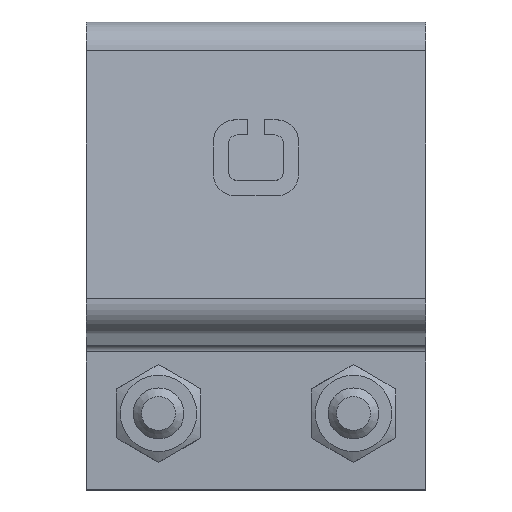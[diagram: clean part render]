
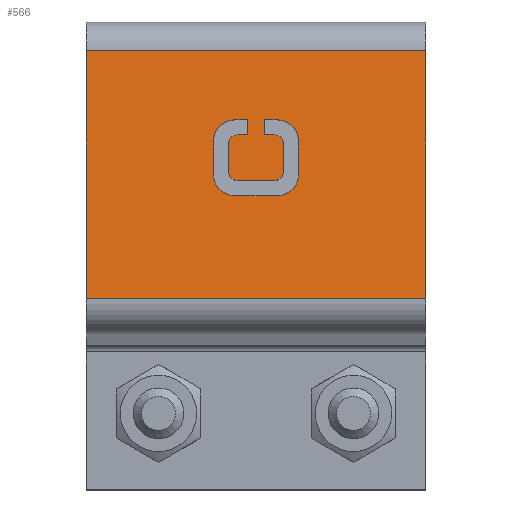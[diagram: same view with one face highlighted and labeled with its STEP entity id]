
A CAD part, top view. The second image highlights one B-rep face of the part: STEP entity #566.
In plain terms, the highlighted planar face has unit normal (0, 0.104, 0.995).
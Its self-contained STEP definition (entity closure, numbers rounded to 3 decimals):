
#566=ADVANCED_FACE('',(#1917,#1919),#1921,.T.);
#1917=FACE_BOUND('',#1918,.T.);
#1918=EDGE_LOOP('',(#2886,#2887,#2888,#2889));
#1919=FACE_BOUND('',#1920,.T.);
#1920=EDGE_LOOP('',(#2890,#2891,#2892,#2893,#2894,#2895,#2896,#2897,#2898,#2899,
#2900,#2901,#2902,#2903,#2904,#2905,#2906,#2907,#2908,#2909));
#1921=PLANE('',#1922);
#1922=AXIS2_PLACEMENT_3D('',#1923,#1924,#1925);
#1923=CARTESIAN_POINT('',(0.,-12.086,23.151));
#1924=DIRECTION('',(0.,0.105,0.995));
#1925=DIRECTION('',(1.,0.,0.));
#2886=ORIENTED_EDGE('',*,*,#3498,.T.);
#2887=ORIENTED_EDGE('',*,*,#3499,.T.);
#2888=ORIENTED_EDGE('',*,*,#3456,.T.);
#2889=ORIENTED_EDGE('',*,*,#3500,.T.);
#2890=ORIENTED_EDGE('',*,*,#3501,.T.);
#2891=ORIENTED_EDGE('',*,*,#3502,.T.);
#2892=ORIENTED_EDGE('',*,*,#3503,.T.);
#2893=ORIENTED_EDGE('',*,*,#3504,.T.);
#2894=ORIENTED_EDGE('',*,*,#3505,.T.);
#2895=ORIENTED_EDGE('',*,*,#3506,.T.);
#2896=ORIENTED_EDGE('',*,*,#3507,.T.);
#2897=ORIENTED_EDGE('',*,*,#3508,.T.);
#2898=ORIENTED_EDGE('',*,*,#3509,.T.);
#2899=ORIENTED_EDGE('',*,*,#3510,.T.);
#2900=ORIENTED_EDGE('',*,*,#3511,.T.);
#2901=ORIENTED_EDGE('',*,*,#3512,.T.);
#2902=ORIENTED_EDGE('',*,*,#3513,.T.);
#2903=ORIENTED_EDGE('',*,*,#3514,.T.);
#2904=ORIENTED_EDGE('',*,*,#3515,.T.);
#2905=ORIENTED_EDGE('',*,*,#3516,.T.);
#2906=ORIENTED_EDGE('',*,*,#3517,.T.);
#2907=ORIENTED_EDGE('',*,*,#3518,.T.);
#2908=ORIENTED_EDGE('',*,*,#3519,.T.);
#2909=ORIENTED_EDGE('',*,*,#3520,.T.);
#3456=EDGE_CURVE('',#3880,#3881,#3882,.T.);
#3498=EDGE_CURVE('',#3943,#3944,#3945,.T.);
#3499=EDGE_CURVE('',#3944,#3880,#3946,.T.);
#3500=EDGE_CURVE('',#3881,#3943,#3947,.T.);
#3501=EDGE_CURVE('',#3948,#3949,#3950,.F.);
#3502=EDGE_CURVE('',#3949,#3951,#3952,.F.);
#3503=EDGE_CURVE('',#3951,#3953,#3954,.F.);
#3504=EDGE_CURVE('',#3953,#3955,#3956,.F.);
#3505=EDGE_CURVE('',#3955,#3957,#3958,.F.);
#3506=EDGE_CURVE('',#3957,#3959,#3960,.F.);
#3507=EDGE_CURVE('',#3959,#3961,#3962,.F.);
#3508=EDGE_CURVE('',#3961,#3963,#3964,.F.);
#3509=EDGE_CURVE('',#3963,#3965,#3966,.F.);
#3510=EDGE_CURVE('',#3965,#3967,#3968,.F.);
#3511=EDGE_CURVE('',#3967,#3969,#3970,.F.);
#3512=EDGE_CURVE('',#3969,#3971,#3972,.F.);
#3513=EDGE_CURVE('',#3971,#3973,#3974,.F.);
#3514=EDGE_CURVE('',#3973,#3975,#3976,.F.);
#3515=EDGE_CURVE('',#3975,#3977,#3978,.F.);
#3516=EDGE_CURVE('',#3977,#3979,#3980,.F.);
#3517=EDGE_CURVE('',#3979,#3981,#3982,.F.);
#3518=EDGE_CURVE('',#3981,#3983,#3984,.F.);
#3519=EDGE_CURVE('',#3983,#3985,#3986,.F.);
#3520=EDGE_CURVE('',#3985,#3948,#3987,.F.);
#3880=VERTEX_POINT('',#5141);
#3881=VERTEX_POINT('',#5142);
#3882=LINE('',#5143,#5144);
#3943=VERTEX_POINT('',#5771);
#3944=VERTEX_POINT('',#5772);
#3945=LINE('',#5773,#5774);
#3946=LINE('',#5776,#5777);
#3947=LINE('',#5779,#5780);
#3948=VERTEX_POINT('',#5782);
#3949=VERTEX_POINT('',#5783);
#3950=LINE('',#5784,#5785);
#3951=VERTEX_POINT('',#5787);
#3952=LINE('',#5788,#5789);
#3953=VERTEX_POINT('',#5791);
#3954=LINE('',#5792,#5793);
#3955=VERTEX_POINT('',#5795);
#3956=CIRCLE('',#5796,1.);
#3957=VERTEX_POINT('',#5800);
#3958=LINE('',#5801,#5802);
#3959=VERTEX_POINT('',#5804);
#3960=CIRCLE('',#5805,1.);
#3961=VERTEX_POINT('',#5809);
#3962=LINE('',#5810,#5811);
#3963=VERTEX_POINT('',#5813);
#3964=CIRCLE('',#5814,1.);
#3965=VERTEX_POINT('',#5818);
#3966=LINE('',#5819,#5820);
#3967=VERTEX_POINT('',#5822);
#3968=CIRCLE('',#5823,1.);
#3969=VERTEX_POINT('',#5827);
#3970=LINE('',#5828,#5829);
#3971=VERTEX_POINT('',#5831);
#3972=LINE('',#5832,#5833);
#3973=VERTEX_POINT('',#5835);
#3974=LINE('',#5836,#5837);
#3975=VERTEX_POINT('',#5839);
#3976=CIRCLE('',#5840,2.5);
#3977=VERTEX_POINT('',#5844);
#3978=LINE('',#5845,#5846);
#3979=VERTEX_POINT('',#5848);
#3980=CIRCLE('',#5849,2.5);
#3981=VERTEX_POINT('',#5853);
#3982=LINE('',#5854,#5855);
#3983=VERTEX_POINT('',#5857);
#3984=CIRCLE('',#5858,2.5);
#3985=VERTEX_POINT('',#5862);
#3986=LINE('',#5863,#5864);
#3987=CIRCLE('',#5866,2.5);
#5141=CARTESIAN_POINT('',(0.,22.556,19.51));
#5142=CARTESIAN_POINT('',(40.,22.556,19.51));
#5143=CARTESIAN_POINT('',(0.,22.556,19.51));
#5144=VECTOR('',#5145,1.);
#5145=DIRECTION('',(1.,0.,0.));
#5771=CARTESIAN_POINT('',(40.,51.795,16.437));
#5772=CARTESIAN_POINT('',(0.,51.795,16.437));
#5773=CARTESIAN_POINT('',(40.,51.795,16.437));
#5774=VECTOR('',#5775,1.);
#5775=DIRECTION('',(-1.,0.,0.));
#5776=CARTESIAN_POINT('',(0.,51.795,16.437));
#5777=VECTOR('',#5778,1.);
#5778=DIRECTION('',(0.,-0.995,0.105));
#5779=CARTESIAN_POINT('',(40.,22.556,19.51));
#5780=VECTOR('',#5781,1.);
#5781=DIRECTION('',(0.,0.995,-0.105));
#5782=CARTESIAN_POINT('',(17.498,43.64,17.294));
#5783=CARTESIAN_POINT('',(19.,43.64,17.294));
#5784=CARTESIAN_POINT('',(19.,43.64,17.294));
#5785=VECTOR('',#5786,1.);
#5786=DIRECTION('',(-1.,0.,0.));
#5787=CARTESIAN_POINT('',(19.,41.85,17.482));
#5788=CARTESIAN_POINT('',(19.,41.85,17.482));
#5789=VECTOR('',#5790,1.);
#5790=DIRECTION('',(0.,0.995,-0.105));
#5791=CARTESIAN_POINT('',(17.798,41.85,17.482));
#5792=CARTESIAN_POINT('',(17.798,41.85,17.482));
#5793=VECTOR('',#5794,1.);
#5794=DIRECTION('',(1.,0.,0.));
#5795=CARTESIAN_POINT('',(16.798,40.855,17.586));
#5796=AXIS2_PLACEMENT_3D('',#5797,#5798,#5799);
#5797=CARTESIAN_POINT('',(17.798,40.855,17.586));
#5798=DIRECTION('',(0.,-0.105,-0.995));
#5799=DIRECTION('',(-1.,0.,0.));
#5800=CARTESIAN_POINT('',(16.798,37.474,17.942));
#5801=CARTESIAN_POINT('',(16.798,37.474,17.942));
#5802=VECTOR('',#5803,1.);
#5803=DIRECTION('',(0.,0.995,-0.105));
#5804=CARTESIAN_POINT('',(17.798,36.479,18.046));
#5805=AXIS2_PLACEMENT_3D('',#5806,#5807,#5808);
#5806=CARTESIAN_POINT('',(17.798,37.474,17.942));
#5807=DIRECTION('',(0.,-0.105,-0.995));
#5808=DIRECTION('',(0.,-0.995,0.105));
#5809=CARTESIAN_POINT('',(22.202,36.479,18.046));
#5810=CARTESIAN_POINT('',(22.202,36.479,18.046));
#5811=VECTOR('',#5812,1.);
#5812=DIRECTION('',(-1.,0.,0.));
#5813=CARTESIAN_POINT('',(23.202,37.474,17.942));
#5814=AXIS2_PLACEMENT_3D('',#5815,#5816,#5817);
#5815=CARTESIAN_POINT('',(22.202,37.474,17.942));
#5816=DIRECTION('',(0.,-0.105,-0.995));
#5817=DIRECTION('',(1.,0.,0.));
#5818=CARTESIAN_POINT('',(23.202,40.855,17.586));
#5819=CARTESIAN_POINT('',(23.202,40.855,17.586));
#5820=VECTOR('',#5821,1.);
#5821=DIRECTION('',(0.,-0.995,0.105));
#5822=CARTESIAN_POINT('',(22.202,41.85,17.482));
#5823=AXIS2_PLACEMENT_3D('',#5824,#5825,#5826);
#5824=CARTESIAN_POINT('',(22.202,40.855,17.586));
#5825=DIRECTION('',(0.,-0.105,-0.995));
#5826=DIRECTION('',(0.,0.995,-0.105));
#5827=CARTESIAN_POINT('',(21.,41.85,17.482));
#5828=CARTESIAN_POINT('',(21.,41.85,17.482));
#5829=VECTOR('',#5830,1.);
#5830=DIRECTION('',(1.,0.,0.));
#5831=CARTESIAN_POINT('',(21.,43.64,17.294));
#5832=CARTESIAN_POINT('',(21.,43.64,17.294));
#5833=VECTOR('',#5834,1.);
#5834=DIRECTION('',(0.,-0.995,0.105));
#5835=CARTESIAN_POINT('',(22.502,43.64,17.294));
#5836=CARTESIAN_POINT('',(22.502,43.64,17.294));
#5837=VECTOR('',#5838,1.);
#5838=DIRECTION('',(-1.,0.,0.));
#5839=CARTESIAN_POINT('',(25.002,41.154,17.555));
#5840=AXIS2_PLACEMENT_3D('',#5841,#5842,#5843);
#5841=CARTESIAN_POINT('',(22.502,41.154,17.555));
#5842=DIRECTION('',(-0.,0.105,0.995));
#5843=DIRECTION('',(1.,0.,0.));
#5844=CARTESIAN_POINT('',(25.002,37.176,17.973));
#5845=CARTESIAN_POINT('',(25.002,37.176,17.973));
#5846=VECTOR('',#5847,1.);
#5847=DIRECTION('',(0.,0.995,-0.105));
#5848=CARTESIAN_POINT('',(22.502,34.689,18.234));
#5849=AXIS2_PLACEMENT_3D('',#5850,#5851,#5852);
#5850=CARTESIAN_POINT('',(22.502,37.176,17.973));
#5851=DIRECTION('',(-0.,0.105,0.995));
#5852=DIRECTION('',(0.,-0.995,0.105));
#5853=CARTESIAN_POINT('',(17.498,34.689,18.234));
#5854=CARTESIAN_POINT('',(17.498,34.689,18.234));
#5855=VECTOR('',#5856,1.);
#5856=DIRECTION('',(1.,0.,0.));
#5857=CARTESIAN_POINT('',(14.998,37.176,17.973));
#5858=AXIS2_PLACEMENT_3D('',#5859,#5860,#5861);
#5859=CARTESIAN_POINT('',(17.498,37.176,17.973));
#5860=DIRECTION('',(0.,0.105,0.995));
#5861=DIRECTION('',(-1.,0.,0.));
#5862=CARTESIAN_POINT('',(14.998,41.154,17.555));
#5863=CARTESIAN_POINT('',(14.998,41.154,17.555));
#5864=VECTOR('',#5865,1.);
#5865=DIRECTION('',(0.,-0.995,0.105));
#5866=AXIS2_PLACEMENT_3D('',#5867,#5868,#5869);
#5867=CARTESIAN_POINT('',(17.498,41.154,17.555));
#5868=DIRECTION('',(0.,0.105,0.995));
#5869=DIRECTION('',(0.,0.995,-0.105));
